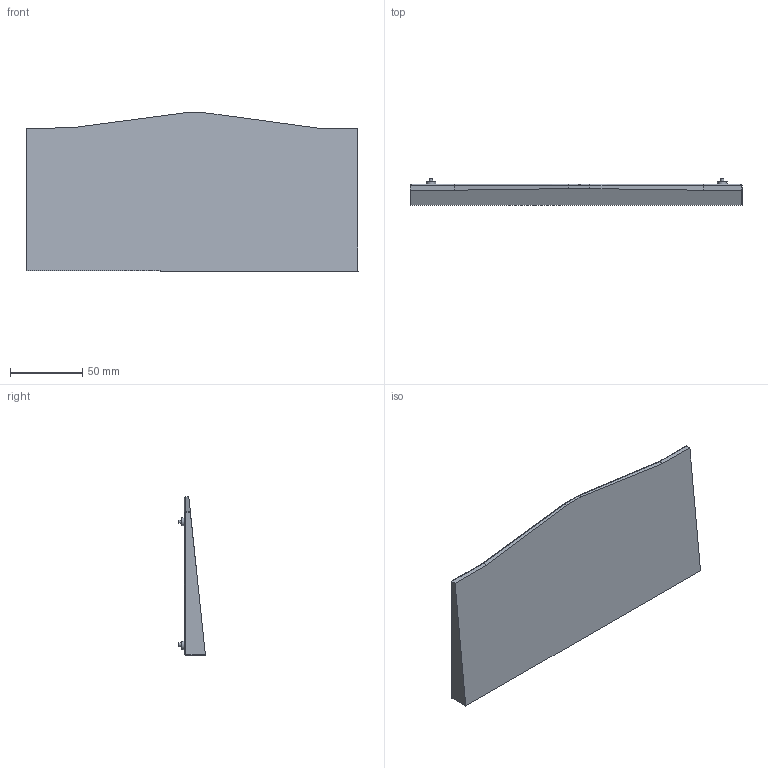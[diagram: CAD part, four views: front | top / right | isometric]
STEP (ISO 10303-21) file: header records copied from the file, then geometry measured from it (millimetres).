
FILE_DESCRIPTION(/* description */ (''),/* implementation_level */ '2;1');
FILE_NAME(/* name */ 'cool838chax_casedesign_bottom v5.step',/* time_stamp */ '2023-10-01T09:05:25+09:00',/* author */ (''),/* organization */ (''),/* preprocessor_version */ 'ST-DEVELOPER v20',/* originating_system */ 'Autodesk Translation Framework v12.9.0.99',/* authorisation */ '');
FILE_SCHEMA (('AUTOMOTIVE_DESIGN { 1 0 10303 214 3 1 1 }'));
Length unit declared in the file: millimetre
Products named in the file (1): cool838chax_casedesign_bottom
Bounding box: 229.04 x 18.46 x 109.19 mm (x, y, z)
Volume: 96430.8 mm3; surface area: 57618.6 mm2
Topology: 1 solids, 1 shells, 110 faces, 274 edges, 175 vertices
Faces by surface type: plane 85, cylinder 25
Full cylindrical faces by diameter (mm): 2 x2, 2.4 x2, 5.517 x1, 5.613 x1, 7.116 x1, 7.123 x1, 7.133 x1, 7.136 x1
Entity records: 3266 total; most frequent: CARTESIAN_POINT 574, ORIENTED_EDGE 548, DIRECTION 543, EDGE_CURVE 274, LINE 223, VECTOR 223, VERTEX_POINT 175, AXIS2_PLACEMENT_3D 160
